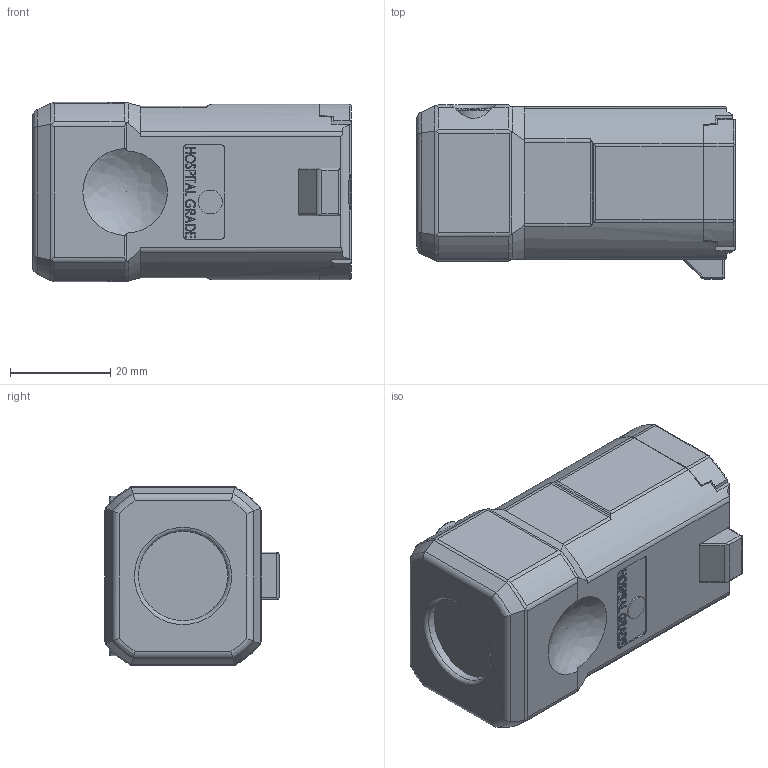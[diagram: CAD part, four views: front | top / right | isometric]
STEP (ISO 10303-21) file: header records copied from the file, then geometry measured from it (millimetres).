
FILE_DESCRIPTION (( 'STEP AP214' ), '1' );
FILE_NAME ('CATSTD-08259-00V-M01.STEP', '2020-07-13T18:08:59', ( '' ), ( '' ), 'SwSTEP 2.0', 'SolidWorks 2017', '' );
FILE_SCHEMA (( 'AUTOMOTIVE_DESIGN' ));
Length unit declared in the file: inch
Products named in the file (2): CATSTD-08259-00V-M01
Bounding box: 63.5 x 34.67 x 35.69 mm (x, y, z)
Volume: 61857.2 mm3; surface area: 11443.8 mm2
Topology: 1 solids, 7 shells, 832 faces, 2252 edges, 1473 vertices
Faces by surface type: plane 598, cylinder 139, bspline 80, cone 11, torus 4
Full cylindrical faces by diameter (mm): 2.769 x2, 4.75 x1, 7.925 x2, 17.78 x1
Entity records: 30245 total; most frequent: CARTESIAN_POINT 10085, ORIENTED_EDGE 4456, DIRECTION 3636, EDGE_CURVE 2228, LINE 1676, VECTOR 1676, VERTEX_POINT 1464, AXIS2_PLACEMENT_3D 980
